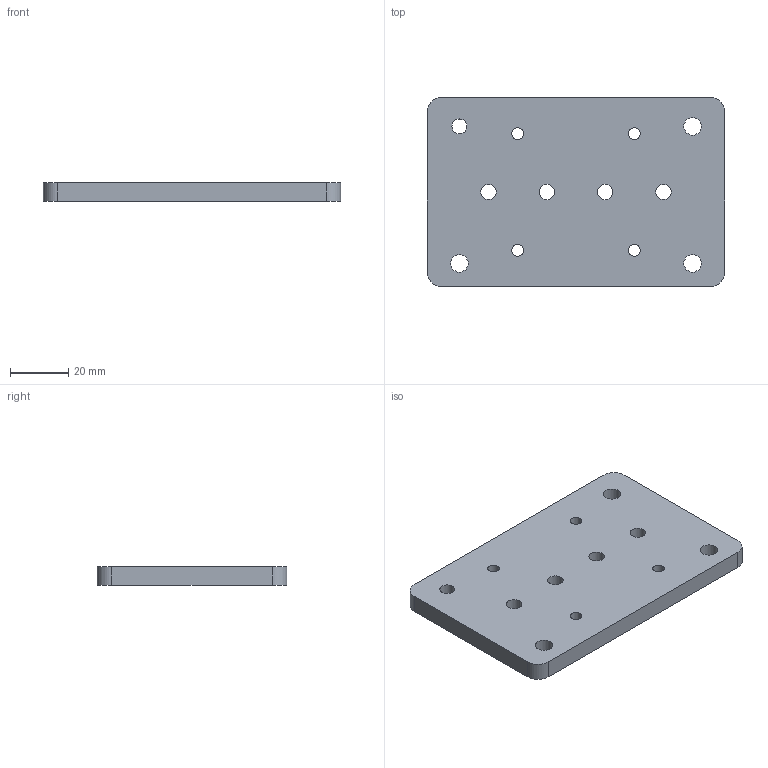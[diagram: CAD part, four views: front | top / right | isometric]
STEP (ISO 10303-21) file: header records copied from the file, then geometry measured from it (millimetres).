
FILE_DESCRIPTION(/* description */ (''),/* implementation_level */ '2;1');
FILE_NAME(/* name */ 'tool_tram_plate.step',/* time_stamp */ '2024-07-16T12:11:28-04:00',/* author */ (''),/* organization */ (''),/* preprocessor_version */ 'ST-DEVELOPER v20',/* originating_system */ 'Autodesk Translation Framework v13.14.0.145',/* authorisation */ '');
FILE_SCHEMA (('AUTOMOTIVE_DESIGN { 1 0 10303 214 3 1 1 }'));
Length unit declared in the file: millimetre
Products named in the file (1): baxisplate
Bounding box: 102 x 65 x 6.35 mm (x, y, z)
Volume: 40416.3 mm3; surface area: 15998.9 mm2
Topology: 1 solids, 1 shells, 22 faces, 60 edges, 40 vertices
Faces by surface type: cylinder 16, plane 6
Full cylindrical faces by diameter (mm): 4 x4, 5.1 x1, 5.3 x4, 6 x3
Entity records: 797 total; most frequent: DIRECTION 138, CARTESIAN_POINT 123, ORIENTED_EDGE 120, EDGE_CURVE 60, AXIS2_PLACEMENT_3D 55, EDGE_LOOP 46, VERTEX_POINT 40, CIRCLE 32
